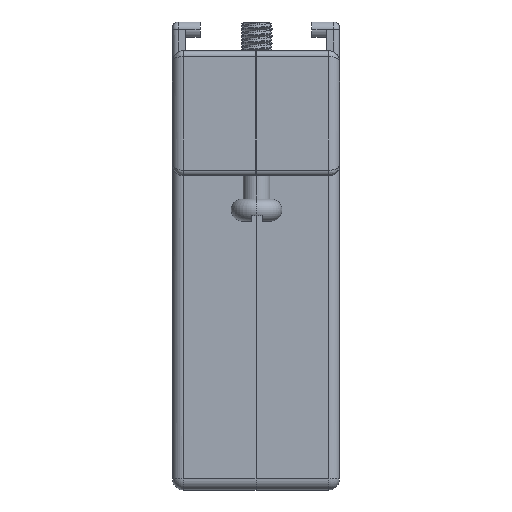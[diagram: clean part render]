
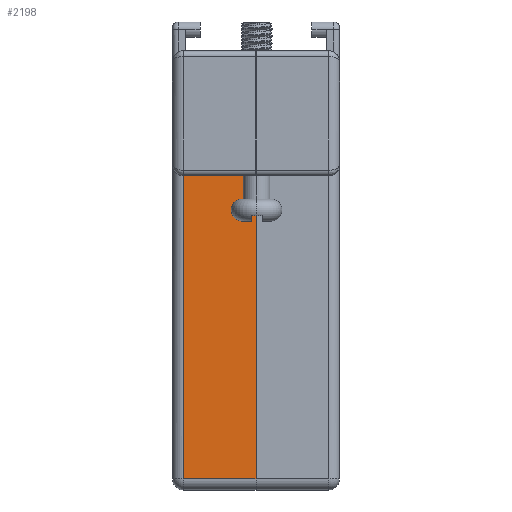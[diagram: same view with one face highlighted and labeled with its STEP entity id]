
A CAD part, left-side view. The second image highlights one B-rep face of the part: STEP entity #2198.
In plain terms, the highlighted face is planar.
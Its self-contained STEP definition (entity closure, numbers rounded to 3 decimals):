
#454 = CARTESIAN_POINT ( 'NONE',  ( 14.4, -6.55, -41.3 ) ) ;
#660 = DIRECTION ( 'NONE',  ( 0., 0., -1. ) ) ;
#906 = CARTESIAN_POINT ( 'NONE',  ( 14.4, -6.55, -13.9 ) ) ;
#1905 = CARTESIAN_POINT ( 'NONE',  ( 14.4, 0., -13.9 ) ) ;
#2023 = DIRECTION ( 'NONE',  ( 0., 0., -1. ) ) ;
#2198 = ADVANCED_FACE ( 'NONE', ( #13184 ), #4935, .T. ) ;
#3489 = EDGE_CURVE ( 'NONE', #24687, #19753, #19852, .T. ) ;
#4935 = PLANE ( 'NONE',  #9740 ) ;
#4982 = CARTESIAN_POINT ( 'NONE',  ( 14.4, -7.55, -13.9 ) ) ;
#6175 = CARTESIAN_POINT ( 'NONE',  ( 14.4, -6.55, -13.9 ) ) ;
#6903 = DIRECTION ( 'NONE',  ( 0., 0., -1. ) ) ;
#7839 = CARTESIAN_POINT ( 'NONE',  ( 14.4, 0., -13.9 ) ) ;
#9740 = AXIS2_PLACEMENT_3D ( 'NONE', #14901, #13049, #660 ) ;
#9810 = LINE ( 'NONE', #19390, #13547 ) ;
#9978 = ORIENTED_EDGE ( 'NONE', *, *, #23378, .T. ) ;
#11030 = LINE ( 'NONE', #906, #12743 ) ;
#11610 = ORIENTED_EDGE ( 'NONE', *, *, #25503, .F. ) ;
#12743 = VECTOR ( 'NONE', #6903, 1000. ) ;
#13049 = DIRECTION ( 'NONE',  ( 1., 0., 0. ) ) ;
#13184 = FACE_OUTER_BOUND ( 'NONE', #22138, .T. ) ;
#13547 = VECTOR ( 'NONE', #15788, 1000. ) ;
#14854 = VECTOR ( 'NONE', #25186, 1000. ) ;
#14901 = CARTESIAN_POINT ( 'NONE',  ( 14.4, -7.55, -13.9 ) ) ;
#15434 = CARTESIAN_POINT ( 'NONE',  ( 14.4, 0., -41.3 ) ) ;
#15788 = DIRECTION ( 'NONE',  ( 0., 1., 0. ) ) ;
#16102 = VECTOR ( 'NONE', #2023, 1000. ) ;
#16200 = VERTEX_POINT ( 'NONE', #454 ) ;
#16812 = LINE ( 'NONE', #4982, #14854 ) ;
#19390 = CARTESIAN_POINT ( 'NONE',  ( 14.4, -7.55, -41.3 ) ) ;
#19753 = VERTEX_POINT ( 'NONE', #15434 ) ;
#19852 = LINE ( 'NONE', #1905, #16102 ) ;
#20102 = ORIENTED_EDGE ( 'NONE', *, *, #3489, .F. ) ;
#22138 = EDGE_LOOP ( 'NONE', ( #11610, #22997, #9978, #20102 ) ) ;
#22997 = ORIENTED_EDGE ( 'NONE', *, *, #23789, .T. ) ;
#23378 = EDGE_CURVE ( 'NONE', #16200, #19753, #9810, .T. ) ;
#23789 = EDGE_CURVE ( 'NONE', #25410, #16200, #11030, .T. ) ;
#24687 = VERTEX_POINT ( 'NONE', #7839 ) ;
#25186 = DIRECTION ( 'NONE',  ( 0., 1., 0. ) ) ;
#25410 = VERTEX_POINT ( 'NONE', #6175 ) ;
#25503 = EDGE_CURVE ( 'NONE', #25410, #24687, #16812, .T. ) ;
